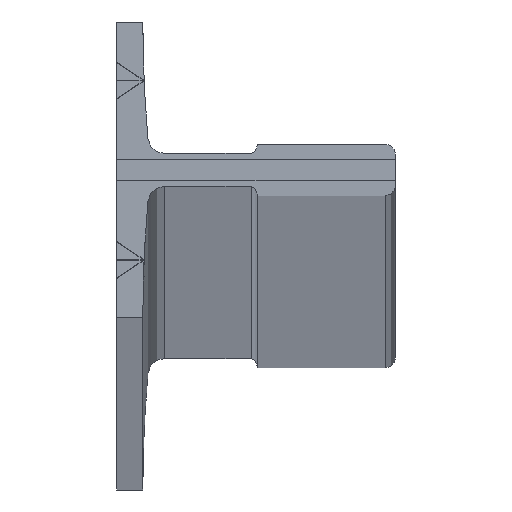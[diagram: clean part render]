
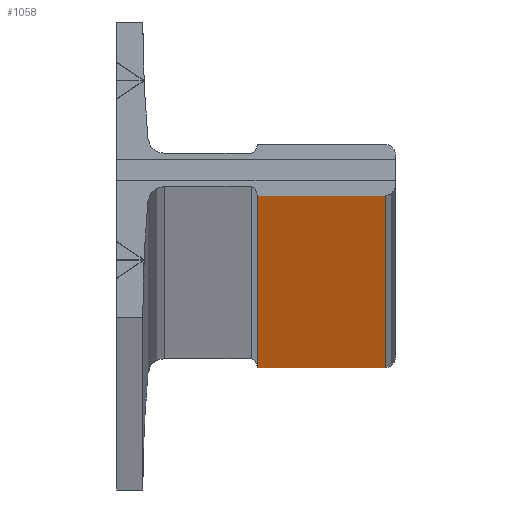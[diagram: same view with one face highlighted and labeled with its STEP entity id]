
A CAD part, top view. The second image highlights one B-rep face of the part: STEP entity #1058.
In plain terms, the highlighted planar face has unit normal (0, -1, 0).
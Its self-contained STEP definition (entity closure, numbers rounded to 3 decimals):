
#344 = VECTOR ( 'NONE', #1180, 1000. ) ;
#445 = EDGE_CURVE ( 'NONE', #734, #669, #1061, .T. ) ;
#448 = ORIENTED_EDGE ( 'NONE', *, *, #1082, .T. ) ;
#518 = VERTEX_POINT ( 'NONE', #961 ) ;
#669 = VERTEX_POINT ( 'NONE', #716 ) ;
#716 = CARTESIAN_POINT ( 'NONE',  ( 81.869, 37.196, 3000. ) ) ;
#734 = VERTEX_POINT ( 'NONE', #2041 ) ;
#961 = CARTESIAN_POINT ( 'NONE',  ( 42.869, 37.196, -27010. ) ) ;
#1034 = VECTOR ( 'NONE', #2166, 1000. ) ;
#1058 = ADVANCED_FACE ( 'NONE', ( #1893 ), #2046, .T. ) ;
#1061 = LINE ( 'NONE', #1988, #1034 ) ;
#1082 = EDGE_CURVE ( 'NONE', #518, #1107, #1168, .T. ) ;
#1107 = VERTEX_POINT ( 'NONE', #2063 ) ;
#1108 = LINE ( 'NONE', #1305, #1396 ) ;
#1168 = LINE ( 'NONE', #1688, #1435 ) ;
#1180 = DIRECTION ( 'NONE',  ( 0., 0., 1. ) ) ;
#1305 = CARTESIAN_POINT ( 'NONE',  ( 81.869, 37.196, -27010. ) ) ;
#1313 = DIRECTION ( 'NONE',  ( 0., 0., 1. ) ) ;
#1341 = EDGE_LOOP ( 'NONE', ( #448, #1641, #1599, #2005 ) ) ;
#1386 = DIRECTION ( 'NONE',  ( 0., 0., -1. ) ) ;
#1396 = VECTOR ( 'NONE', #1313, 1000. ) ;
#1428 = EDGE_CURVE ( 'NONE', #518, #734, #1819, .T. ) ;
#1435 = VECTOR ( 'NONE', #2052, 1000. ) ;
#1577 = AXIS2_PLACEMENT_3D ( 'NONE', #2027, #2036, #1386 ) ;
#1599 = ORIENTED_EDGE ( 'NONE', *, *, #445, .F. ) ;
#1641 = ORIENTED_EDGE ( 'NONE', *, *, #2104, .T. ) ;
#1688 = CARTESIAN_POINT ( 'NONE',  ( 42.869, 37.196, -27010. ) ) ;
#1819 = LINE ( 'NONE', #2206, #344 ) ;
#1893 = FACE_OUTER_BOUND ( 'NONE', #1341, .T. ) ;
#1988 = CARTESIAN_POINT ( 'NONE',  ( 42.869, 37.196, 3000. ) ) ;
#2005 = ORIENTED_EDGE ( 'NONE', *, *, #1428, .F. ) ;
#2027 = CARTESIAN_POINT ( 'NONE',  ( 42.869, 37.196, -27010. ) ) ;
#2036 = DIRECTION ( 'NONE',  ( 0., -1., 0. ) ) ;
#2041 = CARTESIAN_POINT ( 'NONE',  ( 42.869, 37.196, 3000. ) ) ;
#2046 = PLANE ( 'NONE',  #1577 ) ;
#2052 = DIRECTION ( 'NONE',  ( 1., 0., 0. ) ) ;
#2063 = CARTESIAN_POINT ( 'NONE',  ( 81.869, 37.196, -27010. ) ) ;
#2104 = EDGE_CURVE ( 'NONE', #1107, #669, #1108, .T. ) ;
#2166 = DIRECTION ( 'NONE',  ( 1., 0., 0. ) ) ;
#2206 = CARTESIAN_POINT ( 'NONE',  ( 42.869, 37.196, -27010. ) ) ;
